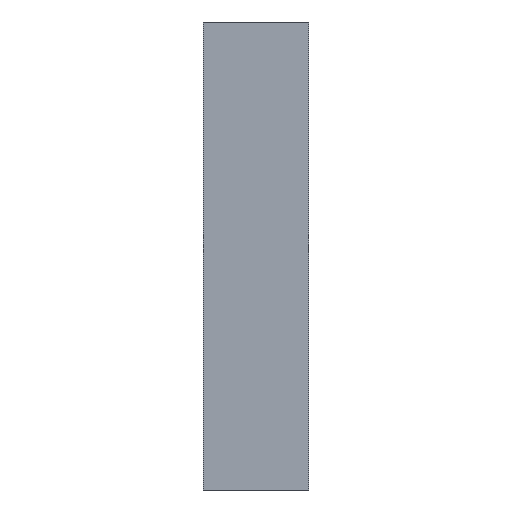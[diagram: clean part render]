
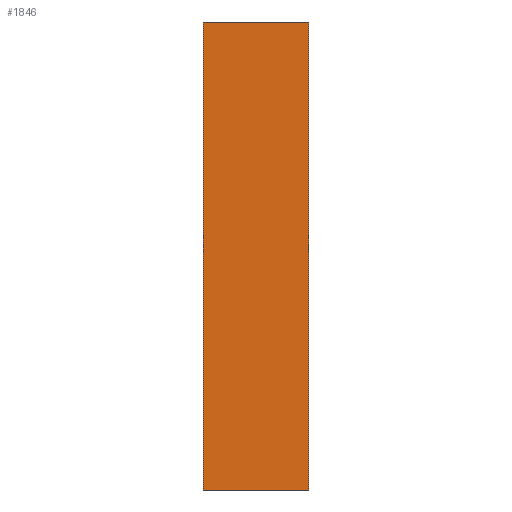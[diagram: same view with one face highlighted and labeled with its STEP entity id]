
A CAD part, left-side view. The second image highlights one B-rep face of the part: STEP entity #1846.
In plain terms, the highlighted planar face has unit normal (-1, 0, 0).
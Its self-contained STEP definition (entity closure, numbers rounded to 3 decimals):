
#25 = EDGE_CURVE ( 'NONE', #1392, #1062, #1938, .T. ) ;
#48 = LINE ( 'NONE', #831, #882 ) ;
#102 = CARTESIAN_POINT ( 'NONE',  ( 0., 9., 0. ) ) ;
#127 = CARTESIAN_POINT ( 'NONE',  ( 0., 9., 0. ) ) ;
#168 = EDGE_CURVE ( 'NONE', #634, #707, #48, .T. ) ;
#260 = VECTOR ( 'NONE', #907, 1000. ) ;
#348 = CARTESIAN_POINT ( 'NONE',  ( 0., 9., 0. ) ) ;
#359 = CARTESIAN_POINT ( 'NONE',  ( 0., 9., 40. ) ) ;
#386 = DIRECTION ( 'NONE',  ( 0., -1., 0. ) ) ;
#445 = DIRECTION ( 'NONE',  ( 0., -1., 0. ) ) ;
#586 = EDGE_CURVE ( 'NONE', #634, #1392, #2256, .T. ) ;
#597 = ORIENTED_EDGE ( 'NONE', *, *, #168, .T. ) ;
#634 = VERTEX_POINT ( 'NONE', #127 ) ;
#693 = FACE_OUTER_BOUND ( 'NONE', #1222, .T. ) ;
#707 = VERTEX_POINT ( 'NONE', #715 ) ;
#711 = LINE ( 'NONE', #2466, #1343 ) ;
#715 = CARTESIAN_POINT ( 'NONE',  ( 0., 0., 0. ) ) ;
#831 = CARTESIAN_POINT ( 'NONE',  ( 0., 9., 0. ) ) ;
#882 = VECTOR ( 'NONE', #445, 1000. ) ;
#907 = DIRECTION ( 'NONE',  ( 0., 0., 1. ) ) ;
#984 = AXIS2_PLACEMENT_3D ( 'NONE', #102, #2060, #1257 ) ;
#1047 = CARTESIAN_POINT ( 'NONE',  ( 0., 0., 40. ) ) ;
#1062 = VERTEX_POINT ( 'NONE', #1047 ) ;
#1222 = EDGE_LOOP ( 'NONE', ( #2163, #1757, #1714, #597 ) ) ;
#1257 = DIRECTION ( 'NONE',  ( 0., 0., -1. ) ) ;
#1279 = EDGE_CURVE ( 'NONE', #707, #1062, #711, .T. ) ;
#1343 = VECTOR ( 'NONE', #1689, 1000. ) ;
#1392 = VERTEX_POINT ( 'NONE', #1967 ) ;
#1689 = DIRECTION ( 'NONE',  ( 0., 0., 1. ) ) ;
#1691 = PLANE ( 'NONE',  #984 ) ;
#1714 = ORIENTED_EDGE ( 'NONE', *, *, #586, .F. ) ;
#1757 = ORIENTED_EDGE ( 'NONE', *, *, #25, .F. ) ;
#1846 = ADVANCED_FACE ( 'NONE', ( #693 ), #1691, .F. ) ;
#1938 = LINE ( 'NONE', #359, #2460 ) ;
#1967 = CARTESIAN_POINT ( 'NONE',  ( 0., 9., 40. ) ) ;
#2060 = DIRECTION ( 'NONE',  ( 1., 0., 0. ) ) ;
#2163 = ORIENTED_EDGE ( 'NONE', *, *, #1279, .T. ) ;
#2256 = LINE ( 'NONE', #348, #260 ) ;
#2460 = VECTOR ( 'NONE', #386, 1000. ) ;
#2466 = CARTESIAN_POINT ( 'NONE',  ( 0., 0., 0. ) ) ;
